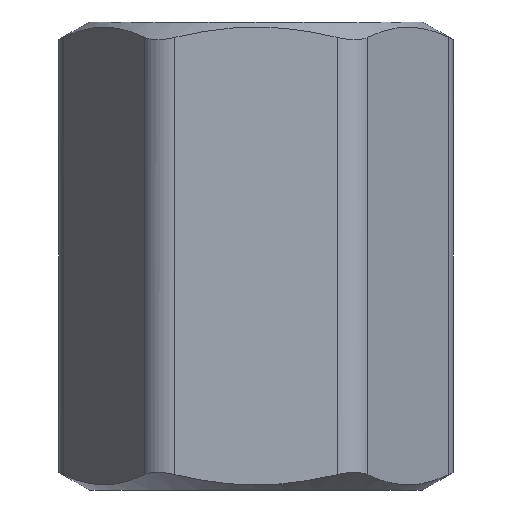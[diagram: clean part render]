
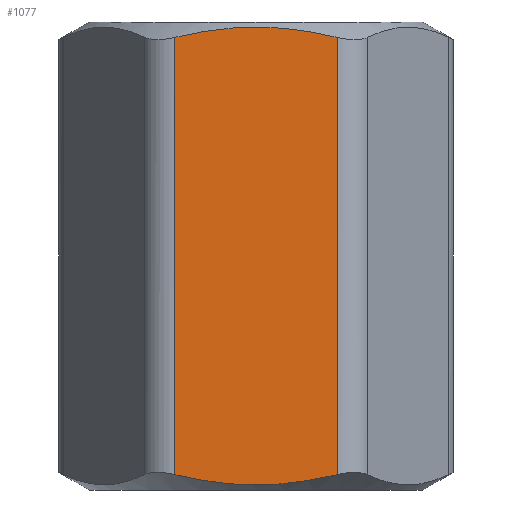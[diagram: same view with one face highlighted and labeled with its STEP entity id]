
A CAD part, front view. The second image highlights one B-rep face of the part: STEP entity #1077.
In plain terms, the highlighted face is planar.
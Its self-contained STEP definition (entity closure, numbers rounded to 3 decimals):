
#23=PLANE('',#1160);
#163=FACE_OUTER_BOUND('',#224,.T.);
#224=EDGE_LOOP('',(#866,#867,#868,#869));
#313=LINE('',#3115,#366);
#314=LINE('',#3125,#367);
#366=VECTOR('',#1325,1000.);
#367=VECTOR('',#1326,1000.);
#402=B_SPLINE_CURVE_WITH_KNOTS('',3,(#3106,#3107,#3108,#3109,#3110,#3111,
#3112,#3113),.UNSPECIFIED.,.F.,.F.,(4,2,2,4),(0.003,0.004,
0.004,0.005),.UNSPECIFIED.);
#403=B_SPLINE_CURVE_WITH_KNOTS('',3,(#3117,#3118,#3119,#3120,#3121,#3122,
#3123,#3124),.UNSPECIFIED.,.F.,.F.,(4,2,2,4),(0.009,0.01,
0.01,0.011),.UNSPECIFIED.);
#515=VERTEX_POINT('',#3104);
#516=VERTEX_POINT('',#3105);
#517=VERTEX_POINT('',#3114);
#518=VERTEX_POINT('',#3116);
#658=EDGE_CURVE('',#515,#516,#402,.T.);
#659=EDGE_CURVE('',#516,#517,#313,.T.);
#660=EDGE_CURVE('',#517,#518,#403,.T.);
#661=EDGE_CURVE('',#518,#515,#314,.T.);
#866=ORIENTED_EDGE('',*,*,#658,.T.);
#867=ORIENTED_EDGE('',*,*,#659,.T.);
#868=ORIENTED_EDGE('',*,*,#660,.T.);
#869=ORIENTED_EDGE('',*,*,#661,.T.);
#1077=ADVANCED_FACE('',(#163),#23,.T.);
#1160=AXIS2_PLACEMENT_3D('',#3103,#1323,#1324);
#1323=DIRECTION('center_axis',(0.,1.,0.));
#1324=DIRECTION('ref_axis',(-1.,0.,0.));
#1325=DIRECTION('',(0.,0.,-1.));
#1326=DIRECTION('',(0.,0.,1.));
#3103=CARTESIAN_POINT('Origin',(1.299,2.25,-3.));
#3104=CARTESIAN_POINT('',(-1.039,2.25,2.803));
#3105=CARTESIAN_POINT('',(1.039,2.25,2.803));
#3106=CARTESIAN_POINT('Ctrl Pts',(-1.039,2.25,2.803));
#3107=CARTESIAN_POINT('Ctrl Pts',(-0.697,2.25,2.886));
#3108=CARTESIAN_POINT('Ctrl Pts',(-0.351,2.25,2.935));
#3109=CARTESIAN_POINT('Ctrl Pts',(0.174,2.25,2.935));
#3110=CARTESIAN_POINT('Ctrl Pts',(0.352,2.25,2.923));
#3111=CARTESIAN_POINT('Ctrl Pts',(0.699,2.25,2.877));
#3112=CARTESIAN_POINT('Ctrl Pts',(0.87,2.25,2.844));
#3113=CARTESIAN_POINT('Ctrl Pts',(1.039,2.25,2.803));
#3114=CARTESIAN_POINT('',(1.039,2.25,-2.803));
#3115=CARTESIAN_POINT('',(1.039,2.25,-3.));
#3116=CARTESIAN_POINT('',(-1.039,2.25,-2.803));
#3117=CARTESIAN_POINT('Ctrl Pts',(1.039,2.25,-2.803));
#3118=CARTESIAN_POINT('Ctrl Pts',(0.87,2.25,-2.844));
#3119=CARTESIAN_POINT('Ctrl Pts',(0.699,2.25,-2.877));
#3120=CARTESIAN_POINT('Ctrl Pts',(0.352,2.25,-2.923));
#3121=CARTESIAN_POINT('Ctrl Pts',(0.174,2.25,-2.935));
#3122=CARTESIAN_POINT('Ctrl Pts',(-0.351,2.25,-2.935));
#3123=CARTESIAN_POINT('Ctrl Pts',(-0.697,2.25,-2.886));
#3124=CARTESIAN_POINT('Ctrl Pts',(-1.039,2.25,-2.803));
#3125=CARTESIAN_POINT('',(-1.039,2.25,-3.));
